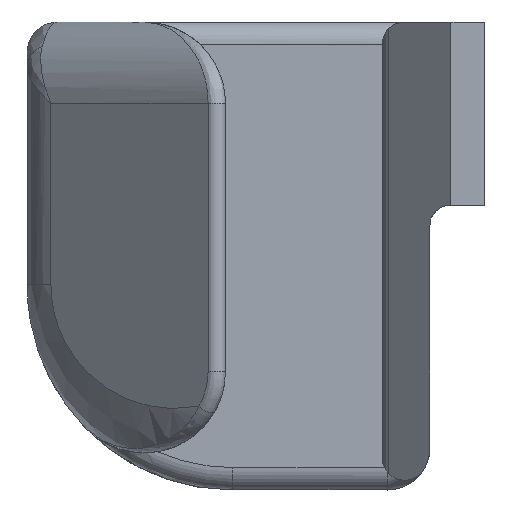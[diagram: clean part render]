
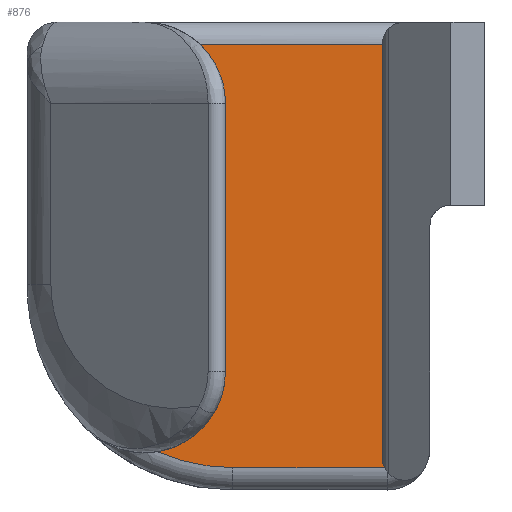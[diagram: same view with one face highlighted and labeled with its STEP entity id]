
A CAD part, front view. The second image highlights one B-rep face of the part: STEP entity #876.
In plain terms, the highlighted planar face has unit normal (0, -1, 0).
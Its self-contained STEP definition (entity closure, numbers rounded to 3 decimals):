
#77=CIRCLE('',#929,4.);
#78=CIRCLE('',#937,1.1);
#97=CIRCLE('',#982,9.);
#98=CIRCLE('',#984,4.);
#168=FACE_OUTER_BOUND('',#222,.T.);
#222=EDGE_LOOP('',(#777,#778,#779,#780,#781,#782,#783,#784));
#258=LINE('',#2612,#318);
#286=LINE('',#2907,#346);
#287=LINE('',#2923,#347);
#288=LINE('',#2925,#348);
#318=VECTOR('',#1086,8.954);
#346=VECTOR('',#1212,7.467);
#347=VECTOR('',#1221,20.317);
#348=VECTOR('',#1222,13.173);
#391=VERTEX_POINT('',#2598);
#392=VERTEX_POINT('',#2600);
#393=VERTEX_POINT('',#2611);
#396=VERTEX_POINT('',#2623);
#397=VERTEX_POINT('',#2625);
#424=VERTEX_POINT('',#2906);
#425=VERTEX_POINT('',#2910);
#426=VERTEX_POINT('',#2924);
#485=EDGE_CURVE('',#392,#391,#77,.T.);
#487=EDGE_CURVE('',#393,#392,#258,.T.);
#494=EDGE_CURVE('',#397,#396,#78,.T.);
#546=EDGE_CURVE('',#397,#424,#286,.T.);
#548=EDGE_CURVE('',#424,#425,#97,.T.);
#550=EDGE_CURVE('',#396,#393,#287,.T.);
#551=EDGE_CURVE('',#391,#426,#288,.T.);
#552=EDGE_CURVE('',#426,#425,#98,.T.);
#777=ORIENTED_EDGE('',*,*,#550,.T.);
#778=ORIENTED_EDGE('',*,*,#487,.T.);
#779=ORIENTED_EDGE('',*,*,#485,.T.);
#780=ORIENTED_EDGE('',*,*,#551,.T.);
#781=ORIENTED_EDGE('',*,*,#552,.T.);
#782=ORIENTED_EDGE('',*,*,#548,.F.);
#783=ORIENTED_EDGE('',*,*,#546,.F.);
#784=ORIENTED_EDGE('',*,*,#494,.T.);
#827=PLANE('',#983);
#876=ADVANCED_FACE('',(#168),#827,.T.);
#929=AXIS2_PLACEMENT_3D('',#2601,#1082,#1083);
#937=AXIS2_PLACEMENT_3D('',#2626,#1102,#1103);
#982=AXIS2_PLACEMENT_3D('',#2911,#1217,#1218);
#983=AXIS2_PLACEMENT_3D('',#2922,#1219,#1220);
#984=AXIS2_PLACEMENT_3D('',#2926,#1223,#1224);
#1082=DIRECTION('center_axis',(0.,1.,0.));
#1083=DIRECTION('ref_axis',(0.689,0.,0.725));
#1086=DIRECTION('',(-1.,0.,0.));
#1102=DIRECTION('center_axis',(0.,1.,0.));
#1103=DIRECTION('ref_axis',(-0.899,0.,-0.439));
#1212=DIRECTION('',(-1.,0.,0.));
#1217=DIRECTION('center_axis',(0.,1.,0.));
#1218=DIRECTION('ref_axis',(0.,0.,-1.));
#1219=DIRECTION('center_axis',(0.,-1.,0.));
#1220=DIRECTION('ref_axis',(1.,0.,0.));
#1221=DIRECTION('',(0.,0.,1.));
#1222=DIRECTION('',(0.,0.,-1.));
#1223=DIRECTION('center_axis',(0.,1.,0.));
#1224=DIRECTION('ref_axis',(1.,0.,0.));
#2598=CARTESIAN_POINT('',(-27.753,6.8,1.));
#2600=CARTESIAN_POINT('',(-28.998,6.8,3.9));
#2601=CARTESIAN_POINT('Origin',(-31.753,6.8,1.));
#2611=CARTESIAN_POINT('',(-20.044,6.8,3.9));
#2612=CARTESIAN_POINT('',(-20.044,6.8,3.9));
#2623=CARTESIAN_POINT('',(-20.044,6.8,-16.417));
#2625=CARTESIAN_POINT('',(-19.933,6.8,-16.9));
#2626=CARTESIAN_POINT('Origin',(-18.944,6.8,-16.417));
#2906=CARTESIAN_POINT('',(-27.4,6.8,-16.9));
#2907=CARTESIAN_POINT('',(-19.933,6.8,-16.9));
#2910=CARTESIAN_POINT('',(-31.076,6.8,-16.115));
#2911=CARTESIAN_POINT('Origin',(-27.4,6.8,-7.9));
#2922=CARTESIAN_POINT('Origin',(0.,6.8,0.));
#2923=CARTESIAN_POINT('',(-20.044,6.8,-16.417));
#2924=CARTESIAN_POINT('',(-27.753,6.8,-12.173));
#2925=CARTESIAN_POINT('',(-27.753,6.8,1.));
#2926=CARTESIAN_POINT('Origin',(-31.753,6.8,-12.173));
